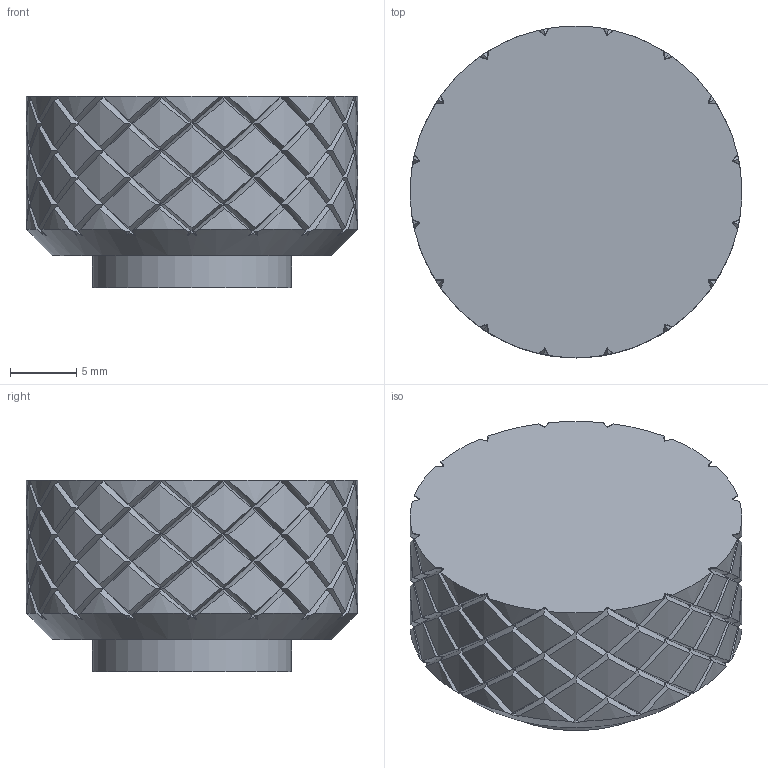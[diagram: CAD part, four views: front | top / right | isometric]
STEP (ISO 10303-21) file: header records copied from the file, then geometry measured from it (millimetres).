
FILE_DESCRIPTION(/* description */ ('KiCad electronic assembly'),/* implementation_level */ '2;1');
FILE_NAME(/* name */ 'knob.step',/* time_stamp */ '2025-07-02T21:18:41+02:00',/* author */ (''),/* organization */ (''),/* preprocessor_version */ 'ST-DEVELOPER v20',/* originating_system */ 'Autodesk Translation Framework v13.20.0.188',/* authorisation */ '');
FILE_SCHEMA (('AUTOMOTIVE_DESIGN { 1 0 10303 214 3 1 1 }'));
Length unit declared in the file: millimetre
Products named in the file (1): dialpad 1
Bounding box: 25 x 25 x 14.4 mm (x, y, z)
Volume: 5967 mm3; surface area: 2351.9 mm2
Topology: 1 solids, 1 shells, 552 faces, 1163 edges, 615 vertices
Faces by surface type: bspline 448, cylinder 98, plane 5, cone 1
Full cylindrical faces by diameter (mm): 15 x1
Entity records: 20375 total; most frequent: CARTESIAN_POINT 12411, ORIENTED_EDGE 2326, EDGE_CURVE 1163, B_SPLINE_CURVE_WITH_KNOTS 1120, VERTEX_POINT 615, EDGE_LOOP 554, FACE_OUTER_BOUND 552, ADVANCED_FACE 552
